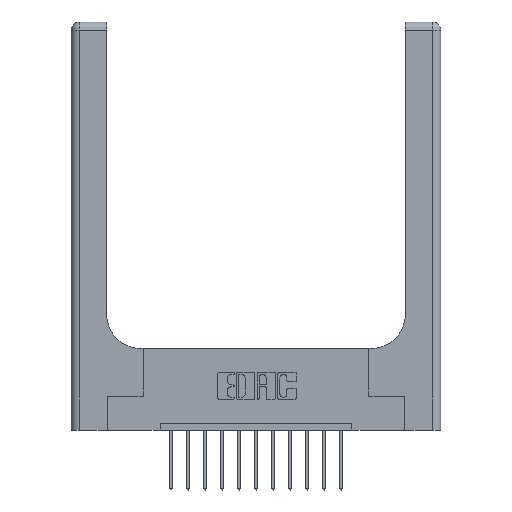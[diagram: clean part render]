
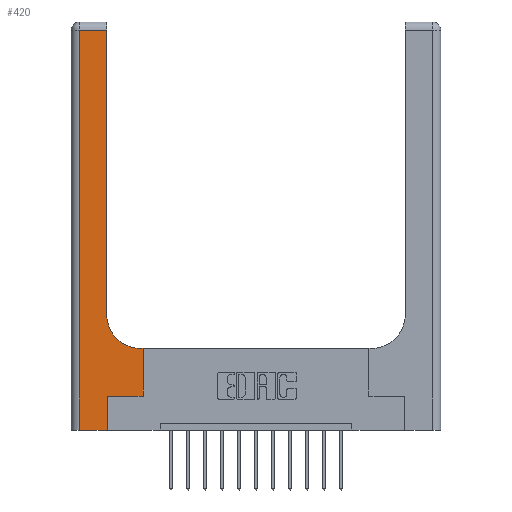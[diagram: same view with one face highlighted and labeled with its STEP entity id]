
A CAD part, top view. The second image highlights one B-rep face of the part: STEP entity #420.
In plain terms, the highlighted planar face has unit normal (0, 0, 1).
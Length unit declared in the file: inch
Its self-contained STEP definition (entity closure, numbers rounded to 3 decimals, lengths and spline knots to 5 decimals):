
#243 = ORIENTED_EDGE ( 'NONE', *, *, #4419, .T. ) ;
#420 = ADVANCED_FACE ( 'NONE', ( #14045 ), #9928, .F. ) ;
#428 = DIRECTION ( 'NONE',  ( -1., 0., 0. ) ) ;
#648 = EDGE_LOOP ( 'NONE', ( #243, #7503, #14782, #2455, #11749, #4375, #15768, #3913, #9520 ) ) ;
#834 = EDGE_CURVE ( 'NONE', #13491, #2217, #6274, .T. ) ;
#908 = CARTESIAN_POINT ( 'NONE',  ( 0.26, 0.6, 0.37 ) ) ;
#959 = DIRECTION ( 'NONE',  ( 0., 1., 0. ) ) ;
#1060 = CARTESIAN_POINT ( 'NONE',  ( 0.26, 3., 0.37 ) ) ;
#1224 = DIRECTION ( 'NONE',  ( 0., 1., 0. ) ) ;
#1469 = CARTESIAN_POINT ( 'NONE',  ( 0.51, 0.6, 0.37 ) ) ;
#1715 = CARTESIAN_POINT ( 'NONE',  ( 0.06, 2.94, 0.37 ) ) ;
#1873 = VERTEX_POINT ( 'NONE', #4101 ) ;
#2168 = EDGE_CURVE ( 'NONE', #4593, #12997, #14191, .T. ) ;
#2217 = VERTEX_POINT ( 'NONE', #2988 ) ;
#2219 = LINE ( 'NONE', #7335, #12065 ) ;
#2366 = VECTOR ( 'NONE', #7868, 39.37008 ) ;
#2377 = VECTOR ( 'NONE', #14053, 39.37008 ) ;
#2455 = ORIENTED_EDGE ( 'NONE', *, *, #6026, .T. ) ;
#2456 = AXIS2_PLACEMENT_3D ( 'NONE', #11519, #6454, #7638 ) ;
#2693 = VERTEX_POINT ( 'NONE', #1469 ) ;
#2988 = CARTESIAN_POINT ( 'NONE',  ( 0.265, 0.25, 0.37 ) ) ;
#3420 = LINE ( 'NONE', #908, #12766 ) ;
#3465 = DIRECTION ( 'NONE',  ( 1., 0., 0. ) ) ;
#3693 = CARTESIAN_POINT ( 'NONE',  ( 0., 2.94, 0.37 ) ) ;
#3708 = VERTEX_POINT ( 'NONE', #16504 ) ;
#3913 = ORIENTED_EDGE ( 'NONE', *, *, #4078, .T. ) ;
#4078 = EDGE_CURVE ( 'NONE', #1873, #2693, #3420, .T. ) ;
#4101 = CARTESIAN_POINT ( 'NONE',  ( 0.528, 0.6, 0.37 ) ) ;
#4375 = ORIENTED_EDGE ( 'NONE', *, *, #4865, .T. ) ;
#4419 = EDGE_CURVE ( 'NONE', #10014, #10659, #4762, .T. ) ;
#4593 = VERTEX_POINT ( 'NONE', #1715 ) ;
#4762 = LINE ( 'NONE', #1060, #6560 ) ;
#4862 = CARTESIAN_POINT ( 'NONE',  ( 0.06, 0., 0.37 ) ) ;
#4865 = EDGE_CURVE ( 'NONE', #2217, #3708, #5388, .T. ) ;
#4967 = DIRECTION ( 'NONE',  ( 1., 0., 0. ) ) ;
#5156 = DIRECTION ( 'NONE',  ( 1., 0., 0. ) ) ;
#5388 = LINE ( 'NONE', #10447, #6840 ) ;
#5848 = CARTESIAN_POINT ( 'NONE',  ( 0.26, 0.85, 0.37 ) ) ;
#6026 = EDGE_CURVE ( 'NONE', #12997, #13491, #14082, .T. ) ;
#6126 = DIRECTION ( 'NONE',  ( 0., 0., -1. ) ) ;
#6192 = DIRECTION ( 'NONE',  ( 0., 1., 0. ) ) ;
#6274 = LINE ( 'NONE', #12602, #11380 ) ;
#6322 = CARTESIAN_POINT ( 'NONE',  ( 0., 0., 0.37 ) ) ;
#6445 = AXIS2_PLACEMENT_3D ( 'NONE', #7471, #6126, #4967 ) ;
#6454 = DIRECTION ( 'NONE',  ( 0., 0., -1. ) ) ;
#6506 = CARTESIAN_POINT ( 'NONE',  ( 0.265, 0., 0.37 ) ) ;
#6560 = VECTOR ( 'NONE', #1224, 39.37008 ) ;
#6840 = VECTOR ( 'NONE', #5156, 39.37008 ) ;
#7335 = CARTESIAN_POINT ( 'NONE',  ( 0.528, 0.25, 0.37 ) ) ;
#7471 = CARTESIAN_POINT ( 'NONE',  ( 0.51, 0.85, 0.37 ) ) ;
#7503 = ORIENTED_EDGE ( 'NONE', *, *, #8123, .T. ) ;
#7638 = DIRECTION ( 'NONE',  ( -1., 0., 0. ) ) ;
#7691 = VECTOR ( 'NONE', #3465, 39.37008 ) ;
#7868 = DIRECTION ( 'NONE',  ( 0., -1., 0. ) ) ;
#8123 = EDGE_CURVE ( 'NONE', #10659, #4593, #15464, .T. ) ;
#8831 = EDGE_CURVE ( 'NONE', #3708, #1873, #2219, .T. ) ;
#9520 = ORIENTED_EDGE ( 'NONE', *, *, #12541, .T. ) ;
#9928 = PLANE ( 'NONE',  #2456 ) ;
#10014 = VERTEX_POINT ( 'NONE', #5848 ) ;
#10447 = CARTESIAN_POINT ( 'NONE',  ( 0.265, 0.25, 0.37 ) ) ;
#10659 = VERTEX_POINT ( 'NONE', #15807 ) ;
#11380 = VECTOR ( 'NONE', #6192, 39.37008 ) ;
#11519 = CARTESIAN_POINT ( 'NONE',  ( 0., 3., 0.37 ) ) ;
#11749 = ORIENTED_EDGE ( 'NONE', *, *, #834, .T. ) ;
#12065 = VECTOR ( 'NONE', #959, 39.37008 ) ;
#12541 = EDGE_CURVE ( 'NONE', #2693, #10014, #16129, .T. ) ;
#12602 = CARTESIAN_POINT ( 'NONE',  ( 0.265, 0., 0.37 ) ) ;
#12766 = VECTOR ( 'NONE', #428, 39.37008 ) ;
#12997 = VERTEX_POINT ( 'NONE', #4862 ) ;
#13491 = VERTEX_POINT ( 'NONE', #6506 ) ;
#14045 = FACE_OUTER_BOUND ( 'NONE', #648, .T. ) ;
#14053 = DIRECTION ( 'NONE',  ( -1., 0., 0. ) ) ;
#14082 = LINE ( 'NONE', #6322, #7691 ) ;
#14191 = LINE ( 'NONE', #14519, #2366 ) ;
#14519 = CARTESIAN_POINT ( 'NONE',  ( 0.06, 3., 0.37 ) ) ;
#14782 = ORIENTED_EDGE ( 'NONE', *, *, #2168, .T. ) ;
#15464 = LINE ( 'NONE', #3693, #2377 ) ;
#15768 = ORIENTED_EDGE ( 'NONE', *, *, #8831, .T. ) ;
#15807 = CARTESIAN_POINT ( 'NONE',  ( 0.26, 2.94, 0.37 ) ) ;
#16129 = CIRCLE ( 'NONE', #6445, 0.25 ) ;
#16504 = CARTESIAN_POINT ( 'NONE',  ( 0.528, 0.25, 0.37 ) ) ;
